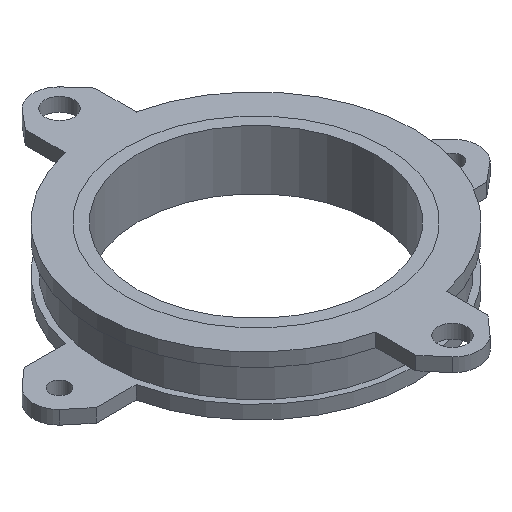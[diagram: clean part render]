
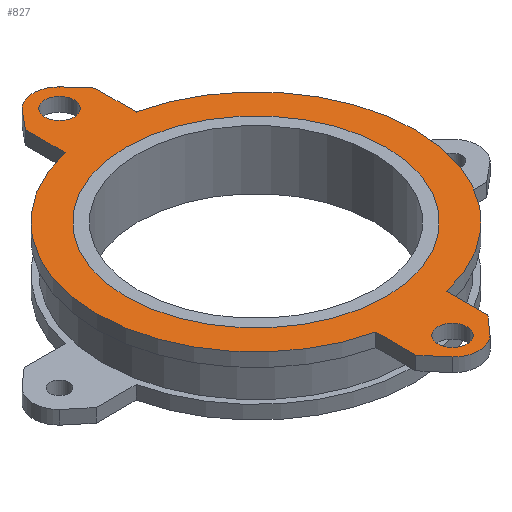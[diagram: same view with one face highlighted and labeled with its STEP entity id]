
A CAD part, isometric view. The second image highlights one B-rep face of the part: STEP entity #827.
In plain terms, the highlighted planar face has unit normal (0, 0, 1).
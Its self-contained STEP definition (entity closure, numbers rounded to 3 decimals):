
#41=LINE('',#1333,#107);
#45=LINE('',#1345,#111);
#48=LINE('',#1351,#114);
#52=LINE('',#1363,#118);
#55=LINE('',#1369,#121);
#59=LINE('',#1381,#125);
#62=LINE('',#1387,#128);
#66=LINE('',#1397,#132);
#107=VECTOR('',#1084,10.);
#111=VECTOR('',#1096,10.);
#114=VECTOR('',#1101,10.);
#118=VECTOR('',#1113,10.);
#121=VECTOR('',#1118,10.);
#125=VECTOR('',#1130,10.);
#128=VECTOR('',#1135,10.);
#132=VECTOR('',#1147,10.);
#189=FACE_BOUND('',#272,.T.);
#190=FACE_BOUND('',#273,.T.);
#191=FACE_BOUND('',#274,.T.);
#222=FACE_OUTER_BOUND('',#271,.T.);
#271=EDGE_LOOP('',(#659,#660,#661,#662,#663,#664,#665,#666,#667,#668,#669,
#670));
#272=EDGE_LOOP('',(#671));
#273=EDGE_LOOP('',(#672));
#274=EDGE_LOOP('',(#673));
#316=CIRCLE('',#930,2.5);
#319=CIRCLE('',#934,2.5);
#321=CIRCLE('',#937,22.);
#323=CIRCLE('',#941,4.495);
#325=CIRCLE('',#946,27.);
#327=CIRCLE('',#951,4.495);
#329=CIRCLE('',#956,27.);
#364=VERTEX_POINT('',#1309);
#367=VERTEX_POINT('',#1317);
#369=VERTEX_POINT('',#1323);
#372=VERTEX_POINT('',#1330);
#373=VERTEX_POINT('',#1332);
#375=VERTEX_POINT('',#1338);
#377=VERTEX_POINT('',#1344);
#379=VERTEX_POINT('',#1350);
#381=VERTEX_POINT('',#1356);
#383=VERTEX_POINT('',#1362);
#385=VERTEX_POINT('',#1368);
#387=VERTEX_POINT('',#1374);
#389=VERTEX_POINT('',#1380);
#391=VERTEX_POINT('',#1386);
#393=VERTEX_POINT('',#1392);
#449=EDGE_CURVE('',#364,#364,#316,.T.);
#453=EDGE_CURVE('',#367,#367,#319,.T.);
#456=EDGE_CURVE('',#369,#369,#321,.T.);
#459=EDGE_CURVE('',#373,#372,#41,.T.);
#462=EDGE_CURVE('',#375,#373,#323,.T.);
#465=EDGE_CURVE('',#377,#375,#45,.T.);
#468=EDGE_CURVE('',#379,#377,#48,.T.);
#471=EDGE_CURVE('',#381,#379,#325,.T.);
#474=EDGE_CURVE('',#383,#381,#52,.T.);
#477=EDGE_CURVE('',#385,#383,#55,.T.);
#480=EDGE_CURVE('',#387,#385,#327,.T.);
#483=EDGE_CURVE('',#389,#387,#59,.T.);
#486=EDGE_CURVE('',#391,#389,#62,.T.);
#489=EDGE_CURVE('',#393,#391,#329,.T.);
#492=EDGE_CURVE('',#372,#393,#66,.T.);
#659=ORIENTED_EDGE('',*,*,#492,.T.);
#660=ORIENTED_EDGE('',*,*,#489,.T.);
#661=ORIENTED_EDGE('',*,*,#486,.T.);
#662=ORIENTED_EDGE('',*,*,#483,.T.);
#663=ORIENTED_EDGE('',*,*,#480,.T.);
#664=ORIENTED_EDGE('',*,*,#477,.T.);
#665=ORIENTED_EDGE('',*,*,#474,.T.);
#666=ORIENTED_EDGE('',*,*,#471,.T.);
#667=ORIENTED_EDGE('',*,*,#468,.T.);
#668=ORIENTED_EDGE('',*,*,#465,.T.);
#669=ORIENTED_EDGE('',*,*,#462,.T.);
#670=ORIENTED_EDGE('',*,*,#459,.T.);
#671=ORIENTED_EDGE('',*,*,#449,.T.);
#672=ORIENTED_EDGE('',*,*,#453,.T.);
#673=ORIENTED_EDGE('',*,*,#456,.T.);
#781=PLANE('',#959);
#827=ADVANCED_FACE('',(#222,#189,#190,#191),#781,.T.);
#930=AXIS2_PLACEMENT_3D('',#1311,#1062,#1063);
#934=AXIS2_PLACEMENT_3D('',#1319,#1071,#1072);
#937=AXIS2_PLACEMENT_3D('',#1325,#1078,#1079);
#941=AXIS2_PLACEMENT_3D('',#1339,#1090,#1091);
#946=AXIS2_PLACEMENT_3D('',#1357,#1107,#1108);
#951=AXIS2_PLACEMENT_3D('',#1375,#1124,#1125);
#956=AXIS2_PLACEMENT_3D('',#1393,#1141,#1142);
#959=AXIS2_PLACEMENT_3D('',#1399,#1150,#1151);
#1062=DIRECTION('center_axis',(0.,0.,-1.));
#1063=DIRECTION('ref_axis',(1.,0.,0.));
#1071=DIRECTION('center_axis',(0.,0.,-1.));
#1072=DIRECTION('ref_axis',(1.,0.,0.));
#1078=DIRECTION('center_axis',(0.,0.,-1.));
#1079=DIRECTION('ref_axis',(-1.,0.,0.));
#1084=DIRECTION('',(-0.64,-0.768,0.));
#1090=DIRECTION('center_axis',(0.,0.,1.));
#1091=DIRECTION('ref_axis',(-0.707,-0.707,0.));
#1096=DIRECTION('',(-0.664,0.748,0.));
#1101=DIRECTION('',(0.,1.,0.));
#1107=DIRECTION('center_axis',(0.,0.,1.));
#1108=DIRECTION('ref_axis',(-0.222,0.975,0.));
#1113=DIRECTION('',(0.,1.,0.));
#1118=DIRECTION('',(0.664,0.748,0.));
#1124=DIRECTION('center_axis',(0.,0.,1.));
#1125=DIRECTION('ref_axis',(0.707,0.707,0.));
#1130=DIRECTION('',(0.64,-0.768,0.));
#1135=DIRECTION('',(0.,-1.,0.));
#1141=DIRECTION('center_axis',(0.,0.,1.));
#1142=DIRECTION('ref_axis',(0.222,-0.975,0.));
#1147=DIRECTION('',(0.,-1.,0.));
#1150=DIRECTION('center_axis',(0.,0.,1.));
#1151=DIRECTION('ref_axis',(1.,0.,0.));
#1309=CARTESIAN_POINT('',(-2.5,33.305,2.3));
#1311=CARTESIAN_POINT('Origin',(0.,33.305,
2.3));
#1317=CARTESIAN_POINT('',(-2.5,-33.305,2.3));
#1319=CARTESIAN_POINT('Origin',(0.,-33.305,
2.3));
#1323=CARTESIAN_POINT('',(22.,0.,2.3));
#1325=CARTESIAN_POINT('Origin',(0.,0.,2.3));
#1330=CARTESIAN_POINT('',(-6.,33.098,2.3));
#1332=CARTESIAN_POINT('',(-3.179,36.483,2.3));
#1333=CARTESIAN_POINT('',(-6.,33.098,2.3));
#1338=CARTESIAN_POINT('',(3.179,36.483,2.3));
#1339=CARTESIAN_POINT('Origin',(0.,33.305,
2.3));
#1344=CARTESIAN_POINT('',(6.,33.305,2.3));
#1345=CARTESIAN_POINT('',(3.179,36.483,2.3));
#1350=CARTESIAN_POINT('',(6.,26.325,2.3));
#1351=CARTESIAN_POINT('',(6.,33.305,2.3));
#1356=CARTESIAN_POINT('',(6.,-26.325,2.3));
#1357=CARTESIAN_POINT('Origin',(0.,0.,2.3));
#1362=CARTESIAN_POINT('',(6.,-33.305,2.3));
#1363=CARTESIAN_POINT('',(6.,-26.325,2.3));
#1368=CARTESIAN_POINT('',(3.179,-36.483,2.3));
#1369=CARTESIAN_POINT('',(6.,-33.305,2.3));
#1374=CARTESIAN_POINT('',(-3.179,-36.483,2.3));
#1375=CARTESIAN_POINT('Origin',(0.,-33.305,
2.3));
#1380=CARTESIAN_POINT('',(-6.,-33.098,2.3));
#1381=CARTESIAN_POINT('',(-3.179,-36.483,2.3));
#1386=CARTESIAN_POINT('',(-6.,-26.325,2.3));
#1387=CARTESIAN_POINT('',(-6.,-33.098,2.3));
#1392=CARTESIAN_POINT('',(-6.,26.325,2.3));
#1393=CARTESIAN_POINT('Origin',(0.,0.,2.3));
#1397=CARTESIAN_POINT('',(-6.,26.325,2.3));
#1399=CARTESIAN_POINT('Origin',(0.006,0.,
2.3));
